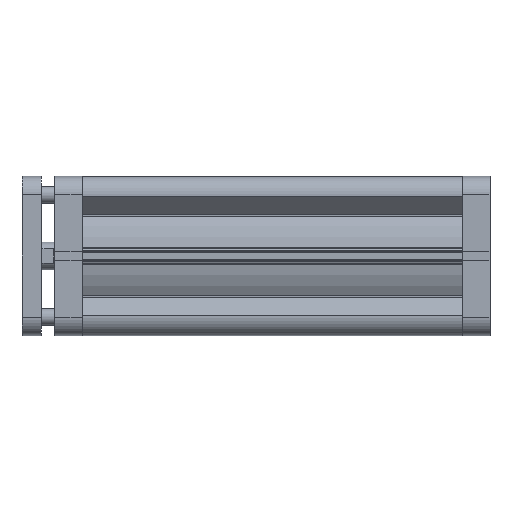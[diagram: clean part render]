
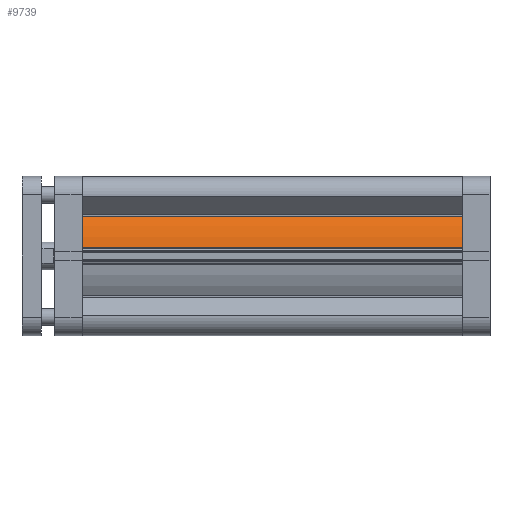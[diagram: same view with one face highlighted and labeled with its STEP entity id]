
A CAD part, front view. The second image highlights one B-rep face of the part: STEP entity #9739.
In plain terms, the highlighted cylindrical face has radius 53.5 mm (diameter 107 mm), a partial arc.
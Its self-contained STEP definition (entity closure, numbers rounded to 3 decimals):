
#343 = EDGE_CURVE ( 'NONE', #10258, #10259, #6818, .T. ) ;
#344 = EDGE_CURVE ( 'NONE', #10259, #10260, #6817, .T. ) ;
#351 = EDGE_CURVE ( 'NONE', #10261, #10258, #6828, .T. ) ;
#362 = EDGE_CURVE ( 'NONE', #10261, #10260, #6846, .T. ) ;
#1825 = ORIENTED_EDGE ( 'NONE', *, *, #351, .T. ) ;
#1826 = ORIENTED_EDGE ( 'NONE', *, *, #362, .F. ) ;
#1827 = ORIENTED_EDGE ( 'NONE', *, *, #344, .T. ) ;
#1828 = ORIENTED_EDGE ( 'NONE', *, *, #343, .T. ) ;
#3637 = FACE_OUTER_BOUND ( 'NONE', #5084, .T. ) ;
#3640 = CYLINDRICAL_SURFACE ( 'NONE', #6724, 53.5 ) ;
#4059 = DIRECTION ( 'NONE',  ( -1., 0., 0. ) ) ;
#4060 = DIRECTION ( 'NONE',  ( 0., 0., -1. ) ) ;
#4061 = CARTESIAN_POINT ( 'NONE',  ( 0., 0., 277.5 ) ) ;
#4305 = CARTESIAN_POINT ( 'NONE',  ( 6.135, -53.147, 0. ) ) ;
#4306 = CARTESIAN_POINT ( 'NONE',  ( 28.996, -44.961, 0. ) ) ;
#4307 = CARTESIAN_POINT ( 'NONE',  ( 28.996, -44.961, 277.5 ) ) ;
#4308 = CARTESIAN_POINT ( 'NONE',  ( 6.135, -53.147, 277.5 ) ) ;
#5084 = EDGE_LOOP ( 'NONE', ( #1828, #1827, #1826, #1825 ) ) ;
#6135 = AXIS2_PLACEMENT_3D ( 'NONE', #11310, #11311, #11312 ) ;
#6140 = AXIS2_PLACEMENT_3D ( 'NONE', #7940, #7943, #7944 ) ;
#6724 = AXIS2_PLACEMENT_3D ( 'NONE', #4061, #4060, #4059 ) ;
#6814 = VECTOR ( 'NONE', #11314, 1000. ) ;
#6817 = LINE ( 'NONE', #11308, #6814 ) ;
#6818 = CIRCLE ( 'NONE', #6135, 53.5 ) ;
#6825 = VECTOR ( 'NONE', #11331, 1000. ) ;
#6828 = LINE ( 'NONE', #11322, #6825 ) ;
#6846 = CIRCLE ( 'NONE', #6140, 53.5 ) ;
#7940 = CARTESIAN_POINT ( 'NONE',  ( 0., 0., 277.5 ) ) ;
#7943 = DIRECTION ( 'NONE',  ( 0., 0., 1. ) ) ;
#7944 = DIRECTION ( 'NONE',  ( 1., 0., 0. ) ) ;
#9739 = ADVANCED_FACE ( 'NONE', ( #3637 ), #3640, .T. ) ;
#10258 = VERTEX_POINT ( 'NONE', #4305 ) ;
#10259 = VERTEX_POINT ( 'NONE', #4306 ) ;
#10260 = VERTEX_POINT ( 'NONE', #4307 ) ;
#10261 = VERTEX_POINT ( 'NONE', #4308 ) ;
#11308 = CARTESIAN_POINT ( 'NONE',  ( 28.996, -44.961, 277.5 ) ) ;
#11310 = CARTESIAN_POINT ( 'NONE',  ( 0., 0., 0. ) ) ;
#11311 = DIRECTION ( 'NONE',  ( 0., 0., 1. ) ) ;
#11312 = DIRECTION ( 'NONE',  ( 1., 0., 0. ) ) ;
#11314 = DIRECTION ( 'NONE',  ( 0., 0., 1. ) ) ;
#11322 = CARTESIAN_POINT ( 'NONE',  ( 6.135, -53.147, 277.5 ) ) ;
#11331 = DIRECTION ( 'NONE',  ( 0., 0., -1. ) ) ;
